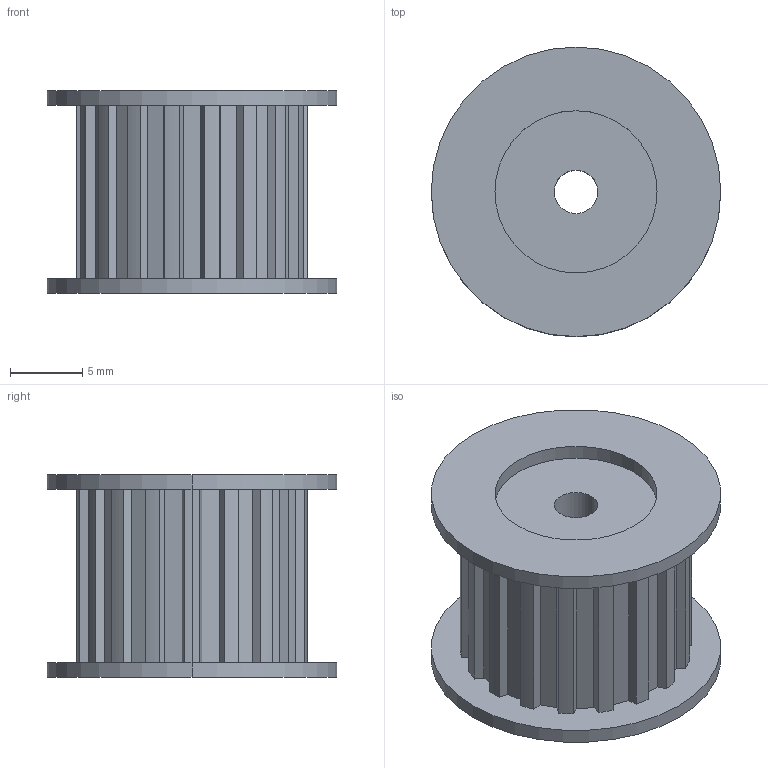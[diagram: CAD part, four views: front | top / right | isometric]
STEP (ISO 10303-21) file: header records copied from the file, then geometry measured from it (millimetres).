
FILE_DESCRIPTION (( 'STEP AP203' ), '1' );
FILE_NAME ('poulie pivotement poignet_Défaut_sldprt.STEP', '2017-12-12T20:34:05', ( '' ), ( '' ), 'SwSTEP 2.0', 'SolidWorks 2016', '' );
FILE_SCHEMA (( 'CONFIG_CONTROL_DESIGN' ));
Length unit declared in the file: millimetre
Products named in the file (1): poulie pivotement poignet_Défaut_sldprt
Bounding box: 20 x 20 x 14 mm (x, y, z)
Volume: 2555.9 mm3; surface area: 1950.4 mm2
Topology: 1 solids, 1 shells, 89 faces, 249 edges, 166 vertices
Faces by surface type: plane 60, cylinder 29
Entity records: 2942 total; most frequent: CARTESIAN_POINT 505, ORIENTED_EDGE 498, DIRECTION 487, EDGE_CURVE 249, LINE 191, VECTOR 191, VERTEX_POINT 166, AXIS2_PLACEMENT_3D 148
